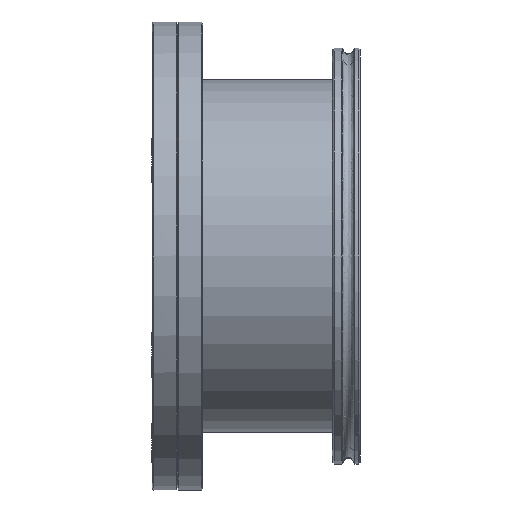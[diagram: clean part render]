
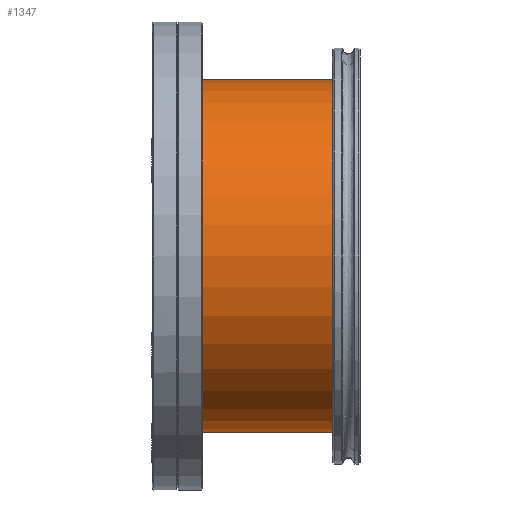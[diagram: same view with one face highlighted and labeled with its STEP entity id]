
A CAD part, left-side view. The second image highlights one B-rep face of the part: STEP entity #1347.
In plain terms, the highlighted cylindrical face has radius 76.2 mm (diameter 152.4 mm), a full revolution.
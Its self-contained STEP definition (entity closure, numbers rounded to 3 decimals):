
#239 = ORIENTED_EDGE ( 'NONE', *, *, #3252, .T. ) ;
#249 = EDGE_LOOP ( 'NONE', ( #2926 ) ) ;
#253 = DIRECTION ( 'NONE',  ( 0., 1., 0. ) ) ;
#278 = EDGE_LOOP ( 'NONE', ( #239 ) ) ;
#295 = FACE_OUTER_BOUND ( 'NONE', #278, .T. ) ;
#330 = CARTESIAN_POINT ( 'NONE',  ( 0., 0., -76.2 ) ) ;
#526 = CARTESIAN_POINT ( 'NONE',  ( 0., 70.7, 0. ) ) ;
#570 = DIRECTION ( 'NONE',  ( 0., -1., 0. ) ) ;
#668 = DIRECTION ( 'NONE',  ( 0., 0., -1. ) ) ;
#672 = FACE_OUTER_BOUND ( 'NONE', #249, .T. ) ;
#758 = CARTESIAN_POINT ( 'NONE',  ( 0., 0., 0. ) ) ;
#843 = DIRECTION ( 'NONE',  ( 0., 0., -1. ) ) ;
#951 = CIRCLE ( 'NONE', #2412, 76.2 ) ;
#1201 = AXIS2_PLACEMENT_3D ( 'NONE', #2866, #2592, #668 ) ;
#1347 = ADVANCED_FACE ( 'NONE', ( #672, #295 ), #1539, .T. ) ;
#1459 = CARTESIAN_POINT ( 'NONE',  ( 0., 70.7, -76.2 ) ) ;
#1539 = CYLINDRICAL_SURFACE ( 'NONE', #1964, 76.2 ) ;
#1543 = CIRCLE ( 'NONE', #1201, 76.2 ) ;
#1873 = VERTEX_POINT ( 'NONE', #330 ) ;
#1964 = AXIS2_PLACEMENT_3D ( 'NONE', #526, #570, #843 ) ;
#2412 = AXIS2_PLACEMENT_3D ( 'NONE', #758, #253, #2707 ) ;
#2592 = DIRECTION ( 'NONE',  ( 0., -1., 0. ) ) ;
#2707 = DIRECTION ( 'NONE',  ( 0., 0., -1. ) ) ;
#2866 = CARTESIAN_POINT ( 'NONE',  ( 0., 70.7, 0. ) ) ;
#2926 = ORIENTED_EDGE ( 'NONE', *, *, #3450, .T. ) ;
#3252 = EDGE_CURVE ( 'NONE', #3501, #3501, #1543, .T. ) ;
#3450 = EDGE_CURVE ( 'NONE', #1873, #1873, #951, .T. ) ;
#3501 = VERTEX_POINT ( 'NONE', #1459 ) ;
